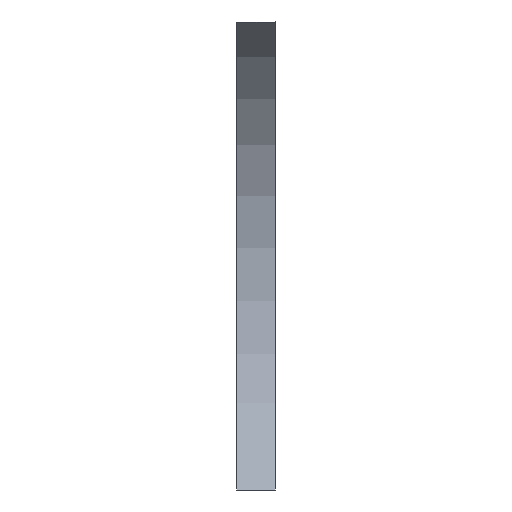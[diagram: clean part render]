
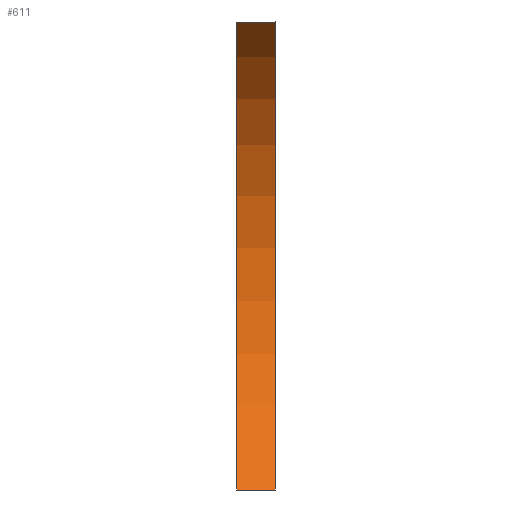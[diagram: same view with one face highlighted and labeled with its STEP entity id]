
A CAD part, left-side view. The second image highlights one B-rep face of the part: STEP entity #611.
In plain terms, the highlighted cylindrical face has radius 16.206 mm (diameter 32.413 mm), a partial arc.
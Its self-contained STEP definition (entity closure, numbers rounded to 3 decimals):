
#1 = DIRECTION ( 'NONE',  ( 0., -1., 0. ) ) ;
#6 = DIRECTION ( 'NONE',  ( 0., 0., 1. ) ) ;
#9 = DIRECTION ( 'NONE',  ( 0., 0., -1. ) ) ;
#21 = CIRCLE ( 'NONE', #501, 16.206 ) ;
#69 = DIRECTION ( 'NONE',  ( 0., -1., 0. ) ) ;
#73 = CARTESIAN_POINT ( 'NONE',  ( -55.146, 2., -0.633 ) ) ;
#91 = VERTEX_POINT ( 'NONE', #663 ) ;
#93 = EDGE_CURVE ( 'NONE', #91, #252, #642, .T. ) ;
#152 = VERTEX_POINT ( 'NONE', #627 ) ;
#160 = ORIENTED_EDGE ( 'NONE', *, *, #647, .T. ) ;
#175 = EDGE_CURVE ( 'NONE', #152, #91, #550, .T. ) ;
#228 = VECTOR ( 'NONE', #237, 1000. ) ;
#237 = DIRECTION ( 'NONE',  ( 0., -1., 0. ) ) ;
#252 = VERTEX_POINT ( 'NONE', #335 ) ;
#283 = ORIENTED_EDGE ( 'NONE', *, *, #93, .F. ) ;
#294 = VERTEX_POINT ( 'NONE', #318 ) ;
#307 = CARTESIAN_POINT ( 'NONE',  ( -66.601, 0., 10.832 ) ) ;
#318 = CARTESIAN_POINT ( 'NONE',  ( -55.146, 0., -0.633 ) ) ;
#335 = CARTESIAN_POINT ( 'NONE',  ( -56.924, 0., 23.832 ) ) ;
#362 = VECTOR ( 'NONE', #1, 1000. ) ;
#374 = CARTESIAN_POINT ( 'NONE',  ( -66.601, 2., 10.832 ) ) ;
#375 = CARTESIAN_POINT ( 'NONE',  ( -66.601, 2., 10.832 ) ) ;
#432 = ORIENTED_EDGE ( 'NONE', *, *, #593, .T. ) ;
#466 = FACE_OUTER_BOUND ( 'NONE', #696, .T. ) ;
#501 = AXIS2_PLACEMENT_3D ( 'NONE', #307, #682, #6 ) ;
#547 = CARTESIAN_POINT ( 'NONE',  ( -56.924, 2., 23.832 ) ) ;
#550 = CIRCLE ( 'NONE', #693, 16.206 ) ;
#567 = DIRECTION ( 'NONE',  ( 0., 0., 1. ) ) ;
#593 = EDGE_CURVE ( 'NONE', #152, #294, #775, .T. ) ;
#611 = ADVANCED_FACE ( 'NONE', ( #466 ), #710, .F. ) ;
#627 = CARTESIAN_POINT ( 'NONE',  ( -55.146, 2., -0.633 ) ) ;
#642 = LINE ( 'NONE', #547, #228 ) ;
#647 = EDGE_CURVE ( 'NONE', #294, #252, #21, .T. ) ;
#652 = AXIS2_PLACEMENT_3D ( 'NONE', #374, #679, #9 ) ;
#663 = CARTESIAN_POINT ( 'NONE',  ( -56.924, 2., 23.832 ) ) ;
#679 = DIRECTION ( 'NONE',  ( 0., -1., 0. ) ) ;
#682 = DIRECTION ( 'NONE',  ( 0., -1., 0. ) ) ;
#693 = AXIS2_PLACEMENT_3D ( 'NONE', #375, #69, #567 ) ;
#696 = EDGE_LOOP ( 'NONE', ( #160, #283, #733, #432 ) ) ;
#710 = CYLINDRICAL_SURFACE ( 'NONE', #652, 16.206 ) ;
#733 = ORIENTED_EDGE ( 'NONE', *, *, #175, .F. ) ;
#775 = LINE ( 'NONE', #73, #362 ) ;
